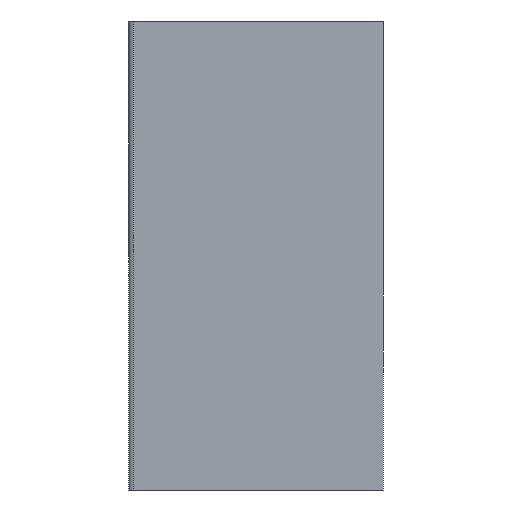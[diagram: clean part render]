
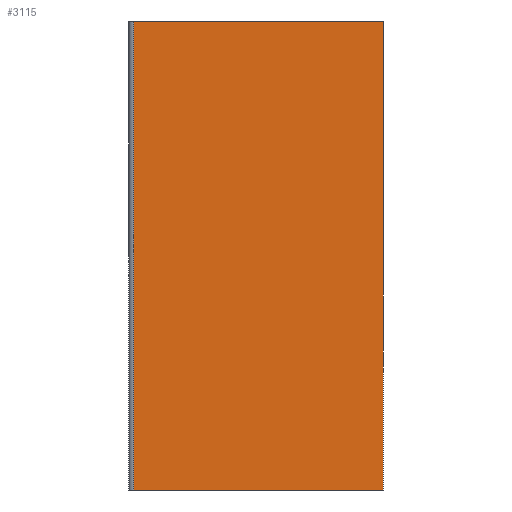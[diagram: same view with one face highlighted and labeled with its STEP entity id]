
A CAD part, left-side view. The second image highlights one B-rep face of the part: STEP entity #3115.
In plain terms, the highlighted planar face has unit normal (-1, 0, 0).
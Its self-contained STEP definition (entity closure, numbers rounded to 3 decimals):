
#135 = EDGE_CURVE ( 'NONE', #2991, #2711, #1343, .T. ) ;
#370 = AXIS2_PLACEMENT_3D ( 'NONE', #1342, #3125, #1621 ) ;
#454 = PLANE ( 'NONE',  #370 ) ;
#479 = CARTESIAN_POINT ( 'NONE',  ( -20., 0., 4.5 ) ) ;
#520 = DIRECTION ( 'NONE',  ( 0., -1., 0. ) ) ;
#525 = CARTESIAN_POINT ( 'NONE',  ( -20., 0., -4.5 ) ) ;
#541 = VERTEX_POINT ( 'NONE', #1763 ) ;
#544 = CARTESIAN_POINT ( 'NONE',  ( -20., 4., 4.5 ) ) ;
#690 = EDGE_LOOP ( 'NONE', ( #3183, #2685, #3551, #3082 ) ) ;
#845 = CARTESIAN_POINT ( 'NONE',  ( -20., 4.8, -4.5 ) ) ;
#1005 = LINE ( 'NONE', #2924, #2154 ) ;
#1033 = CARTESIAN_POINT ( 'NONE',  ( -20., 4.8, 5.845 ) ) ;
#1118 = LINE ( 'NONE', #1033, #1589 ) ;
#1342 = CARTESIAN_POINT ( 'NONE',  ( -20., 4., -4.5 ) ) ;
#1343 = LINE ( 'NONE', #525, #3697 ) ;
#1579 = VECTOR ( 'NONE', #3266, 1000. ) ;
#1589 = VECTOR ( 'NONE', #3152, 1000. ) ;
#1592 = EDGE_CURVE ( 'NONE', #541, #2711, #2117, .T. ) ;
#1621 = DIRECTION ( 'NONE',  ( 0., 0., -1. ) ) ;
#1763 = CARTESIAN_POINT ( 'NONE',  ( -20., 4.8, 4.5 ) ) ;
#1872 = CARTESIAN_POINT ( 'NONE',  ( -20., 0., -4.5 ) ) ;
#2117 = LINE ( 'NONE', #544, #1579 ) ;
#2154 = VECTOR ( 'NONE', #520, 1000. ) ;
#2684 = FACE_OUTER_BOUND ( 'NONE', #690, .T. ) ;
#2685 = ORIENTED_EDGE ( 'NONE', *, *, #1592, .F. ) ;
#2711 = VERTEX_POINT ( 'NONE', #479 ) ;
#2807 = EDGE_CURVE ( 'NONE', #2955, #2991, #1005, .T. ) ;
#2924 = CARTESIAN_POINT ( 'NONE',  ( -20., 4., -4.5 ) ) ;
#2955 = VERTEX_POINT ( 'NONE', #845 ) ;
#2991 = VERTEX_POINT ( 'NONE', #1872 ) ;
#3082 = ORIENTED_EDGE ( 'NONE', *, *, #2807, .T. ) ;
#3115 = ADVANCED_FACE ( 'NONE', ( #2684 ), #454, .F. ) ;
#3125 = DIRECTION ( 'NONE',  ( 1., 0., 0. ) ) ;
#3152 = DIRECTION ( 'NONE',  ( 0., 0., -1. ) ) ;
#3183 = ORIENTED_EDGE ( 'NONE', *, *, #135, .T. ) ;
#3194 = EDGE_CURVE ( 'NONE', #541, #2955, #1118, .T. ) ;
#3266 = DIRECTION ( 'NONE',  ( 0., -1., 0. ) ) ;
#3551 = ORIENTED_EDGE ( 'NONE', *, *, #3194, .T. ) ;
#3697 = VECTOR ( 'NONE', #3870, 1000. ) ;
#3870 = DIRECTION ( 'NONE',  ( 0., 0., 1. ) ) ;
